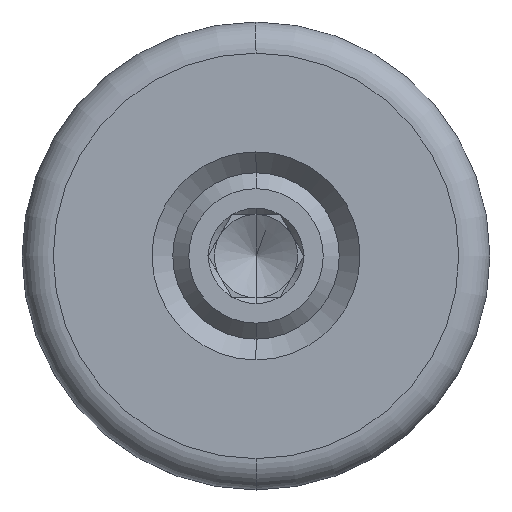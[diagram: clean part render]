
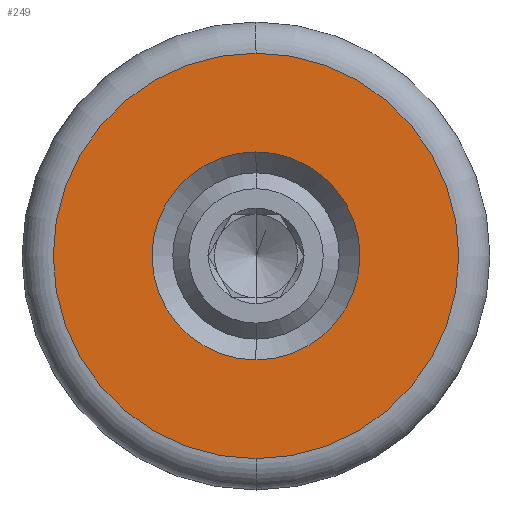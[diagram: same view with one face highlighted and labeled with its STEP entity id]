
A CAD part, top view. The second image highlights one B-rep face of the part: STEP entity #249.
In plain terms, the highlighted planar face has unit normal (0, 0, 1).
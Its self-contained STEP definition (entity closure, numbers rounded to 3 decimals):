
#249=ADVANCED_FACE('',(#571,#572),#573,.F.);
#571=FACE_OUTER_BOUND('',#1017,.T.);
#572=FACE_BOUND('',#1018,.T.);
#573=PLANE('',#1019);
#1017=EDGE_LOOP('',(#1504,#1505));
#1018=EDGE_LOOP('',(#1506,#1507));
#1019=AXIS2_PLACEMENT_3D('',#1508,#1509,#1510);
#1504=ORIENTED_EDGE('',*,*,#2581,.F.);
#1505=ORIENTED_EDGE('',*,*,#2582,.F.);
#1506=ORIENTED_EDGE('',*,*,#2583,.F.);
#1507=ORIENTED_EDGE('',*,*,#2584,.F.);
#1508=CARTESIAN_POINT('',(0.,0.0,4.0));
#1509=DIRECTION('',(0.,0.0,-1.0));
#1510=DIRECTION('',(0.0,1.0,0.0));
#2581=EDGE_CURVE('',#3076,#3077,#3078,.T.);
#2582=EDGE_CURVE('',#3077,#3076,#3079,.T.);
#2583=EDGE_CURVE('',#3080,#3081,#3082,.T.);
#2584=EDGE_CURVE('',#3081,#3080,#3083,.T.);
#3076=VERTEX_POINT('',#3836);
#3077=VERTEX_POINT('',#3837);
#3078=CIRCLE('',#3838,9.75);
#3079=CIRCLE('',#3839,9.75);
#3080=VERTEX_POINT('',#3840);
#3081=VERTEX_POINT('',#3841);
#3082=CIRCLE('',#3842,5.0);
#3083=CIRCLE('',#3843,5.0);
#3836=CARTESIAN_POINT('',(0.,9.75,4.0));
#3837=CARTESIAN_POINT('',(0.,-9.75,4.0));
#3838=AXIS2_PLACEMENT_3D('',#5092,#5093,#5094);
#3839=AXIS2_PLACEMENT_3D('',#5095,#5096,#5097);
#3840=CARTESIAN_POINT('',(0.,5.0,4.0));
#3841=CARTESIAN_POINT('',(0.,-5.0,4.0));
#3842=AXIS2_PLACEMENT_3D('',#5098,#5099,#5100);
#3843=AXIS2_PLACEMENT_3D('',#5101,#5102,#5103);
#5092=CARTESIAN_POINT('',(0.,0.0,4.0));
#5093=DIRECTION('',(0.,0.0,-1.0));
#5094=DIRECTION('',(0.,-1.0,0.));
#5095=CARTESIAN_POINT('',(0.,0.0,4.0));
#5096=DIRECTION('',(0.,0.0,-1.0));
#5097=DIRECTION('',(0.,-1.0,0.));
#5098=CARTESIAN_POINT('',(0.,0.0,4.0));
#5099=DIRECTION('',(0.,0.0,1.0));
#5100=DIRECTION('',(0.0,-1.0,0.0));
#5101=CARTESIAN_POINT('',(0.,0.0,4.0));
#5102=DIRECTION('',(0.,0.0,1.0));
#5103=DIRECTION('',(0.0,-1.0,0.0));
